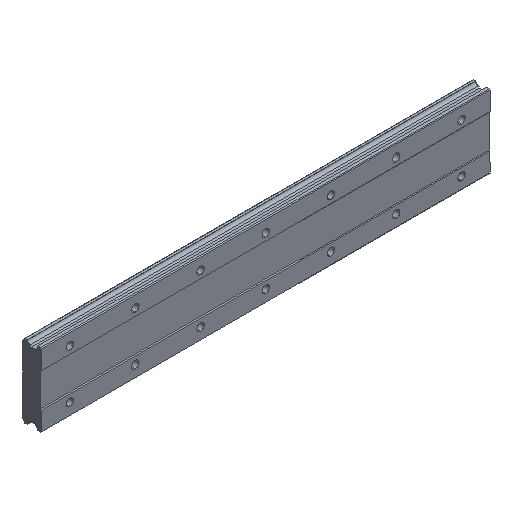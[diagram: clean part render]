
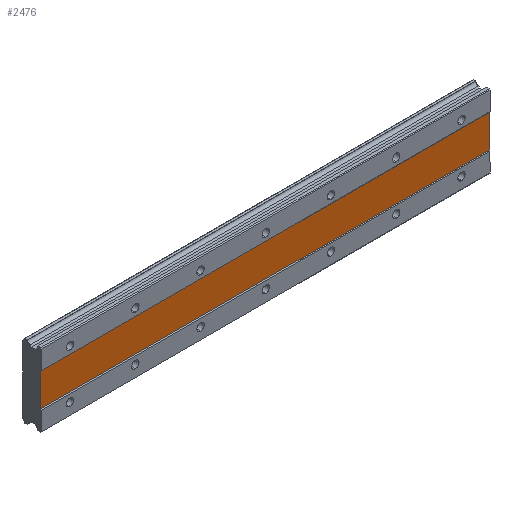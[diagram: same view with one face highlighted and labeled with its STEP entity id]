
A CAD part, isometric view. The second image highlights one B-rep face of the part: STEP entity #2476.
In plain terms, the highlighted planar face has unit normal (0, -1, 0).
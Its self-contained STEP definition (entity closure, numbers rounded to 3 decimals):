
#3 = CARTESIAN_POINT ( 'NONE',  ( -35., 1., -20. ) ) ;
#30 = VECTOR ( 'NONE', #2112, 1000. ) ;
#119 = DIRECTION ( 'NONE',  ( -1., 0., 0. ) ) ;
#285 = CARTESIAN_POINT ( 'NONE',  ( 515., 1., -20. ) ) ;
#322 = AXIS2_PLACEMENT_3D ( 'NONE', #1380, #3179, #1134 ) ;
#330 = EDGE_CURVE ( 'NONE', #2276, #850, #3075, .T. ) ;
#569 = EDGE_CURVE ( 'NONE', #850, #3200, #623, .T. ) ;
#623 = LINE ( 'NONE', #1365, #30 ) ;
#788 = VERTEX_POINT ( 'NONE', #3 ) ;
#808 = CARTESIAN_POINT ( 'NONE',  ( 515., 1., 20. ) ) ;
#850 = VERTEX_POINT ( 'NONE', #1861 ) ;
#888 = CARTESIAN_POINT ( 'NONE',  ( 515., 1., -20. ) ) ;
#967 = VECTOR ( 'NONE', #119, 1000. ) ;
#980 = ORIENTED_EDGE ( 'NONE', *, *, #1116, .F. ) ;
#1116 = EDGE_CURVE ( 'NONE', #788, #2276, #2535, .T. ) ;
#1134 = DIRECTION ( 'NONE',  ( 0., 0., 1. ) ) ;
#1365 = CARTESIAN_POINT ( 'NONE',  ( 515., 1., 20. ) ) ;
#1380 = CARTESIAN_POINT ( 'NONE',  ( 515., 1., 20. ) ) ;
#1521 = ORIENTED_EDGE ( 'NONE', *, *, #2880, .F. ) ;
#1577 = DIRECTION ( 'NONE',  ( 1., 0., 0. ) ) ;
#1623 = PLANE ( 'NONE',  #322 ) ;
#1660 = VECTOR ( 'NONE', #2009, 1000. ) ;
#1722 = VECTOR ( 'NONE', #1577, 1000. ) ;
#1861 = CARTESIAN_POINT ( 'NONE',  ( 515., 1., 20. ) ) ;
#2009 = DIRECTION ( 'NONE',  ( 0., 0., 1. ) ) ;
#2013 = ORIENTED_EDGE ( 'NONE', *, *, #569, .F. ) ;
#2112 = DIRECTION ( 'NONE',  ( 0., 0., -1. ) ) ;
#2141 = LINE ( 'NONE', #888, #967 ) ;
#2177 = ORIENTED_EDGE ( 'NONE', *, *, #330, .F. ) ;
#2276 = VERTEX_POINT ( 'NONE', #2589 ) ;
#2413 = FACE_OUTER_BOUND ( 'NONE', #2702, .T. ) ;
#2476 = ADVANCED_FACE ( 'NONE', ( #2413 ), #1623, .F. ) ;
#2501 = CARTESIAN_POINT ( 'NONE',  ( -35., 1., 20. ) ) ;
#2535 = LINE ( 'NONE', #2501, #1660 ) ;
#2589 = CARTESIAN_POINT ( 'NONE',  ( -35., 1., 20. ) ) ;
#2702 = EDGE_LOOP ( 'NONE', ( #1521, #2013, #2177, #980 ) ) ;
#2880 = EDGE_CURVE ( 'NONE', #3200, #788, #2141, .T. ) ;
#3075 = LINE ( 'NONE', #808, #1722 ) ;
#3179 = DIRECTION ( 'NONE',  ( 0., 1., 0. ) ) ;
#3200 = VERTEX_POINT ( 'NONE', #285 ) ;
